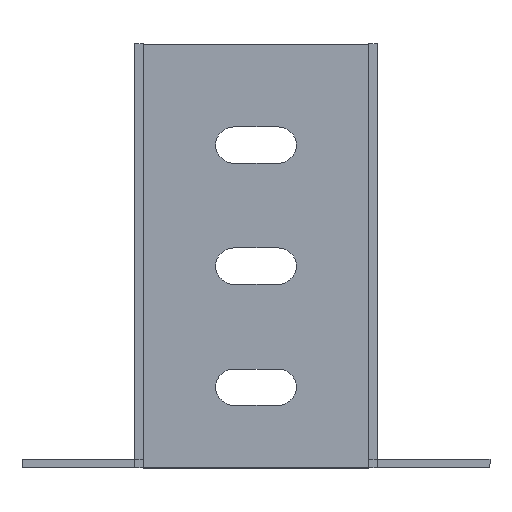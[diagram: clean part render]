
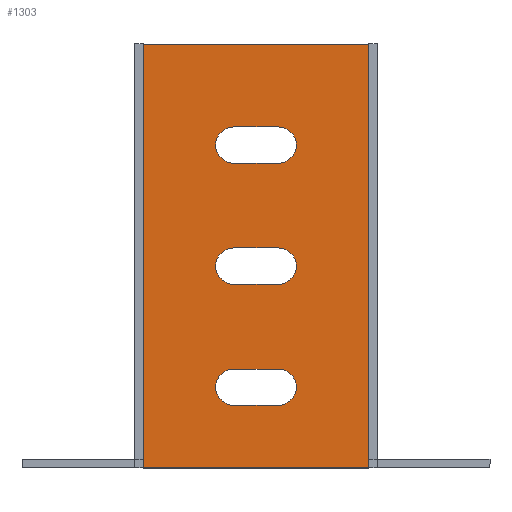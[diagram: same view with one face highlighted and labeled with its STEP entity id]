
A CAD part, top view. The second image highlights one B-rep face of the part: STEP entity #1303.
In plain terms, the highlighted planar face has unit normal (0, 0, 1).
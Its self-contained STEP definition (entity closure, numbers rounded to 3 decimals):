
#1 = CARTESIAN_POINT ( 'NONE',  ( -5.5, -59.5, -19. ) ) ;
#6 = DIRECTION ( 'NONE',  ( -1., 0., 0. ) ) ;
#7 = CARTESIAN_POINT ( 'NONE',  ( 5.5, -80.5, -19. ) ) ;
#29 = DIRECTION ( 'NONE',  ( 0., 0., -1. ) ) ;
#35 = DIRECTION ( 'NONE',  ( -1., 0., 0. ) ) ;
#49 = ORIENTED_EDGE ( 'NONE', *, *, #503, .T. ) ;
#52 = VECTOR ( 'NONE', #1043, 1000. ) ;
#66 = DIRECTION ( 'NONE',  ( -1., 0., 0. ) ) ;
#70 = FACE_OUTER_BOUND ( 'NONE', #1369, .T. ) ;
#71 = ORIENTED_EDGE ( 'NONE', *, *, #272, .T. ) ;
#82 = ORIENTED_EDGE ( 'NONE', *, *, #1592, .T. ) ;
#86 = FACE_BOUND ( 'NONE', #859, .T. ) ;
#89 = CARTESIAN_POINT ( 'NONE',  ( 5.5, -80.5, -19. ) ) ;
#97 = DIRECTION ( 'NONE',  ( 0., 0., -1. ) ) ;
#99 = DIRECTION ( 'NONE',  ( 1., 0., 0. ) ) ;
#125 = AXIS2_PLACEMENT_3D ( 'NONE', #1309, #29, #35 ) ;
#135 = CIRCLE ( 'NONE', #1394, 4.5 ) ;
#141 = CARTESIAN_POINT ( 'NONE',  ( 28., -105., -19. ) ) ;
#143 = VERTEX_POINT ( 'NONE', #951 ) ;
#151 = ORIENTED_EDGE ( 'NONE', *, *, #1410, .T. ) ;
#155 = DIRECTION ( 'NONE',  ( 0., 1., 0. ) ) ;
#169 = VERTEX_POINT ( 'NONE', #341 ) ;
#175 = VERTEX_POINT ( 'NONE', #342 ) ;
#188 = ORIENTED_EDGE ( 'NONE', *, *, #1235, .T. ) ;
#194 = DIRECTION ( 'NONE',  ( 0., 0., -1. ) ) ;
#229 = LINE ( 'NONE', #938, #1051 ) ;
#272 = EDGE_CURVE ( 'NONE', #724, #175, #1186, .T. ) ;
#281 = ORIENTED_EDGE ( 'NONE', *, *, #1139, .T. ) ;
#304 = VECTOR ( 'NONE', #783, 1000. ) ;
#315 = CARTESIAN_POINT ( 'NONE',  ( -5.5, -50.5, -19. ) ) ;
#333 = EDGE_CURVE ( 'NONE', #668, #482, #918, .T. ) ;
#341 = CARTESIAN_POINT ( 'NONE',  ( 5.5, -29.5, -19. ) ) ;
#342 = CARTESIAN_POINT ( 'NONE',  ( 28., 0., -19. ) ) ;
#355 = CARTESIAN_POINT ( 'NONE',  ( -5.5, -25., -19. ) ) ;
#367 = DIRECTION ( 'NONE',  ( 0., 0., -1. ) ) ;
#368 = CARTESIAN_POINT ( 'NONE',  ( 5.5, -50.5, -19. ) ) ;
#372 = DIRECTION ( 'NONE',  ( -1., 0., 0. ) ) ;
#379 = ORIENTED_EDGE ( 'NONE', *, *, #1025, .T. ) ;
#389 = CARTESIAN_POINT ( 'NONE',  ( 5.5, -25., -19. ) ) ;
#398 = CARTESIAN_POINT ( 'NONE',  ( 5.5, -59.5, -19. ) ) ;
#412 = CARTESIAN_POINT ( 'NONE',  ( -5.5, -80.5, -19. ) ) ;
#450 = CARTESIAN_POINT ( 'NONE',  ( -5.5, -85., -19. ) ) ;
#460 = PLANE ( 'NONE',  #125 ) ;
#462 = VERTEX_POINT ( 'NONE', #1 ) ;
#476 = DIRECTION ( 'NONE',  ( 0., 0., -1. ) ) ;
#482 = VERTEX_POINT ( 'NONE', #7 ) ;
#491 = EDGE_LOOP ( 'NONE', ( #1533, #611, #188, #379 ) ) ;
#492 = CIRCLE ( 'NONE', #564, 4.5 ) ;
#503 = EDGE_CURVE ( 'NONE', #624, #1621, #1010, .T. ) ;
#558 = CARTESIAN_POINT ( 'NONE',  ( 5.5, -29.5, -19. ) ) ;
#559 = LINE ( 'NONE', #1029, #1426 ) ;
#564 = AXIS2_PLACEMENT_3D ( 'NONE', #755, #194, #829 ) ;
#576 = CARTESIAN_POINT ( 'NONE',  ( 5.5, -89.5, -19. ) ) ;
#578 = EDGE_CURVE ( 'NONE', #169, #734, #1466, .T. ) ;
#579 = CARTESIAN_POINT ( 'NONE',  ( 28., -105., -19. ) ) ;
#590 = DIRECTION ( 'NONE',  ( 1., 0., 0. ) ) ;
#595 = AXIS2_PLACEMENT_3D ( 'NONE', #355, #367, #372 ) ;
#611 = ORIENTED_EDGE ( 'NONE', *, *, #821, .T. ) ;
#624 = VERTEX_POINT ( 'NONE', #368 ) ;
#666 = DIRECTION ( 'NONE',  ( 0., 0., -1. ) ) ;
#667 = VERTEX_POINT ( 'NONE', #971 ) ;
#668 = VERTEX_POINT ( 'NONE', #412 ) ;
#669 = DIRECTION ( 'NONE',  ( -1., 0., 0. ) ) ;
#724 = VERTEX_POINT ( 'NONE', #579 ) ;
#734 = VERTEX_POINT ( 'NONE', #1472 ) ;
#743 = VECTOR ( 'NONE', #155, 1000. ) ;
#754 = VECTOR ( 'NONE', #99, 1000. ) ;
#755 = CARTESIAN_POINT ( 'NONE',  ( -5.5, -55., -19. ) ) ;
#778 = VERTEX_POINT ( 'NONE', #1253 ) ;
#783 = DIRECTION ( 'NONE',  ( -1., 0., 0. ) ) ;
#821 = EDGE_CURVE ( 'NONE', #482, #143, #135, .T. ) ;
#826 = LINE ( 'NONE', #576, #1193 ) ;
#829 = DIRECTION ( 'NONE',  ( -1., 0., 0. ) ) ;
#856 = DIRECTION ( 'NONE',  ( 0., 0., -1. ) ) ;
#857 = VECTOR ( 'NONE', #1500, 1000. ) ;
#859 = EDGE_LOOP ( 'NONE', ( #1586, #49, #1130, #151 ) ) ;
#870 = CIRCLE ( 'NONE', #952, 4.5 ) ;
#898 = CARTESIAN_POINT ( 'NONE',  ( -28., 0., -19. ) ) ;
#900 = CARTESIAN_POINT ( 'NONE',  ( -5.5, -20.5, -19. ) ) ;
#901 = LINE ( 'NONE', #1583, #857 ) ;
#904 = AXIS2_PLACEMENT_3D ( 'NONE', #968, #97, #1212 ) ;
#914 = LINE ( 'NONE', #1266, #969 ) ;
#918 = LINE ( 'NONE', #89, #754 ) ;
#926 = EDGE_CURVE ( 'NONE', #175, #1538, #914, .T. ) ;
#933 = CARTESIAN_POINT ( 'NONE',  ( 28., -105., -19. ) ) ;
#937 = VERTEX_POINT ( 'NONE', #1367 ) ;
#938 = CARTESIAN_POINT ( 'NONE',  ( -28., -105., -19. ) ) ;
#951 = CARTESIAN_POINT ( 'NONE',  ( 5.5, -89.5, -19. ) ) ;
#952 = AXIS2_PLACEMENT_3D ( 'NONE', #389, #476, #1241 ) ;
#953 = LINE ( 'NONE', #933, #983 ) ;
#954 = ORIENTED_EDGE ( 'NONE', *, *, #1263, .F. ) ;
#968 = CARTESIAN_POINT ( 'NONE',  ( 5.5, -55., -19. ) ) ;
#969 = VECTOR ( 'NONE', #1335, 1000. ) ;
#971 = CARTESIAN_POINT ( 'NONE',  ( -28., -105., -19. ) ) ;
#976 = EDGE_CURVE ( 'NONE', #1621, #462, #1297, .T. ) ;
#983 = VECTOR ( 'NONE', #6, 1000. ) ;
#997 = EDGE_CURVE ( 'NONE', #1087, #937, #559, .T. ) ;
#1010 = CIRCLE ( 'NONE', #904, 4.5 ) ;
#1025 = EDGE_CURVE ( 'NONE', #778, #668, #1178, .T. ) ;
#1029 = CARTESIAN_POINT ( 'NONE',  ( 5.5, -20.5, -19. ) ) ;
#1043 = DIRECTION ( 'NONE',  ( -1., 0., 0. ) ) ;
#1046 = CIRCLE ( 'NONE', #595, 4.5 ) ;
#1051 = VECTOR ( 'NONE', #1442, 1000. ) ;
#1087 = VERTEX_POINT ( 'NONE', #900 ) ;
#1130 = ORIENTED_EDGE ( 'NONE', *, *, #976, .T. ) ;
#1132 = VERTEX_POINT ( 'NONE', #315 ) ;
#1139 = EDGE_CURVE ( 'NONE', #734, #1087, #1046, .T. ) ;
#1147 = FACE_BOUND ( 'NONE', #491, .T. ) ;
#1178 = CIRCLE ( 'NONE', #1189, 4.5 ) ;
#1186 = LINE ( 'NONE', #141, #743 ) ;
#1189 = AXIS2_PLACEMENT_3D ( 'NONE', #450, #666, #669 ) ;
#1190 = ORIENTED_EDGE ( 'NONE', *, *, #578, .T. ) ;
#1193 = VECTOR ( 'NONE', #66, 1000. ) ;
#1212 = DIRECTION ( 'NONE',  ( -1., 0., 0. ) ) ;
#1235 = EDGE_CURVE ( 'NONE', #143, #778, #826, .T. ) ;
#1241 = DIRECTION ( 'NONE',  ( -1., 0., 0. ) ) ;
#1253 = CARTESIAN_POINT ( 'NONE',  ( -5.5, -89.5, -19. ) ) ;
#1263 = EDGE_CURVE ( 'NONE', #667, #1538, #229, .T. ) ;
#1266 = CARTESIAN_POINT ( 'NONE',  ( -30., 0., -19. ) ) ;
#1297 = LINE ( 'NONE', #1595, #52 ) ;
#1303 = ADVANCED_FACE ( 'NONE', ( #1505, #86, #1147, #70 ), #460, .F. ) ;
#1309 = CARTESIAN_POINT ( 'NONE',  ( -30., -105., -19. ) ) ;
#1335 = DIRECTION ( 'NONE',  ( -1., 0., 0. ) ) ;
#1350 = EDGE_LOOP ( 'NONE', ( #1452, #82, #1190, #281 ) ) ;
#1365 = ORIENTED_EDGE ( 'NONE', *, *, #926, .T. ) ;
#1367 = CARTESIAN_POINT ( 'NONE',  ( 5.5, -20.5, -19. ) ) ;
#1369 = EDGE_LOOP ( 'NONE', ( #954, #1454, #71, #1365 ) ) ;
#1394 = AXIS2_PLACEMENT_3D ( 'NONE', #1507, #856, #1624 ) ;
#1410 = EDGE_CURVE ( 'NONE', #462, #1132, #492, .T. ) ;
#1426 = VECTOR ( 'NONE', #590, 1000. ) ;
#1442 = DIRECTION ( 'NONE',  ( 0., 1., 0. ) ) ;
#1452 = ORIENTED_EDGE ( 'NONE', *, *, #997, .T. ) ;
#1454 = ORIENTED_EDGE ( 'NONE', *, *, #1465, .F. ) ;
#1465 = EDGE_CURVE ( 'NONE', #724, #667, #953, .T. ) ;
#1466 = LINE ( 'NONE', #558, #304 ) ;
#1472 = CARTESIAN_POINT ( 'NONE',  ( -5.5, -29.5, -19. ) ) ;
#1500 = DIRECTION ( 'NONE',  ( 1., 0., 0. ) ) ;
#1505 = FACE_BOUND ( 'NONE', #1350, .T. ) ;
#1507 = CARTESIAN_POINT ( 'NONE',  ( 5.5, -85., -19. ) ) ;
#1533 = ORIENTED_EDGE ( 'NONE', *, *, #333, .T. ) ;
#1538 = VERTEX_POINT ( 'NONE', #898 ) ;
#1583 = CARTESIAN_POINT ( 'NONE',  ( 5.5, -50.5, -19. ) ) ;
#1586 = ORIENTED_EDGE ( 'NONE', *, *, #1602, .T. ) ;
#1592 = EDGE_CURVE ( 'NONE', #937, #169, #870, .T. ) ;
#1595 = CARTESIAN_POINT ( 'NONE',  ( 5.5, -59.5, -19. ) ) ;
#1602 = EDGE_CURVE ( 'NONE', #1132, #624, #901, .T. ) ;
#1621 = VERTEX_POINT ( 'NONE', #398 ) ;
#1624 = DIRECTION ( 'NONE',  ( -1., 0., 0. ) ) ;
